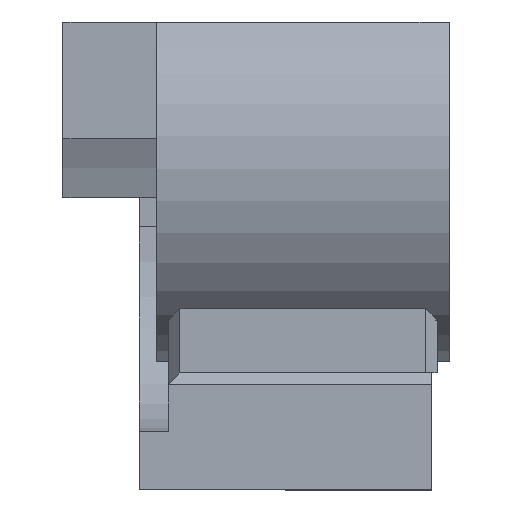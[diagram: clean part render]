
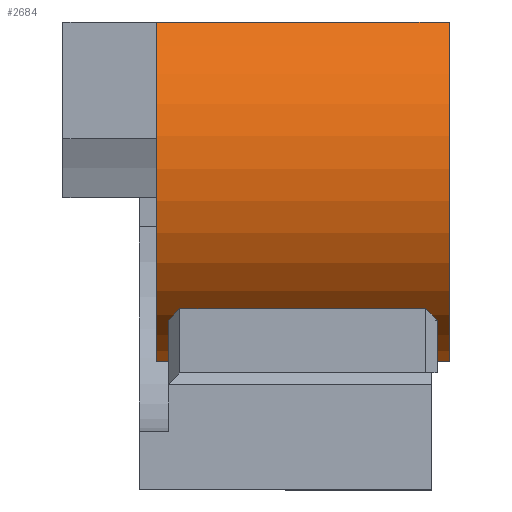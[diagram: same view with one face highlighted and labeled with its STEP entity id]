
A CAD part, left-side view. The second image highlights one B-rep face of the part: STEP entity #2684.
In plain terms, the highlighted cylindrical face has radius 3.4 mm (diameter 6.8 mm), a partial arc.
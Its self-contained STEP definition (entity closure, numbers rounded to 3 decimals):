
#29=CYLINDRICAL_SURFACE('',#2798,3.4);
#45=CIRCLE('',#2767,3.4);
#51=CIRCLE('',#2776,3.4);
#369=FACE_OUTER_BOUND('',#521,.T.);
#521=EDGE_LOOP('',(#2458,#2459,#2460,#2461));
#732=LINE('',#4967,#986);
#775=LINE('',#5211,#1029);
#986=VECTOR('',#3137,10.);
#1029=VECTOR('',#3252,10.);
#1259=VERTEX_POINT('',#4964);
#1260=VERTEX_POINT('',#4966);
#1265=VERTEX_POINT('',#4983);
#1270=VERTEX_POINT('',#5000);
#1621=EDGE_CURVE('',#1260,#1259,#732,.T.);
#1631=EDGE_CURVE('',#1260,#1265,#45,.T.);
#1641=EDGE_CURVE('',#1259,#1270,#51,.T.);
#1677=EDGE_CURVE('',#1265,#1270,#775,.T.);
#2458=ORIENTED_EDGE('',*,*,#1631,.F.);
#2459=ORIENTED_EDGE('',*,*,#1621,.T.);
#2460=ORIENTED_EDGE('',*,*,#1641,.T.);
#2461=ORIENTED_EDGE('',*,*,#1677,.F.);
#2684=ADVANCED_FACE('',(#369),#29,.T.);
#2767=AXIS2_PLACEMENT_3D('',#4984,#3154,#3155);
#2776=AXIS2_PLACEMENT_3D('',#5002,#3176,#3177);
#2798=AXIS2_PLACEMENT_3D('',#5212,#3253,#3254);
#3137=DIRECTION('',(0.,1.,0.));
#3154=DIRECTION('center_axis',(0.,-1.,0.));
#3155=DIRECTION('ref_axis',(-1.,0.,0.));
#3176=DIRECTION('center_axis',(0.,-1.,0.));
#3177=DIRECTION('ref_axis',(-1.,0.,0.));
#3252=DIRECTION('',(0.,1.,0.));
#3253=DIRECTION('center_axis',(0.,-1.,0.));
#3254=DIRECTION('ref_axis',(-1.,0.,0.));
#4964=CARTESIAN_POINT('',(-9.804,5.,8.));
#4966=CARTESIAN_POINT('',(-9.804,0.,8.));
#4967=CARTESIAN_POINT('',(-9.804,0.,8.));
#4983=CARTESIAN_POINT('',(-8.319,0.,2.2));
#4984=CARTESIAN_POINT('Origin',(-7.5,0.,5.5));
#5000=CARTESIAN_POINT('',(-8.319,5.,2.2));
#5002=CARTESIAN_POINT('Origin',(-7.5,5.,5.5));
#5211=CARTESIAN_POINT('',(-8.319,0.,2.2));
#5212=CARTESIAN_POINT('Origin',(-7.5,0.,5.5));
